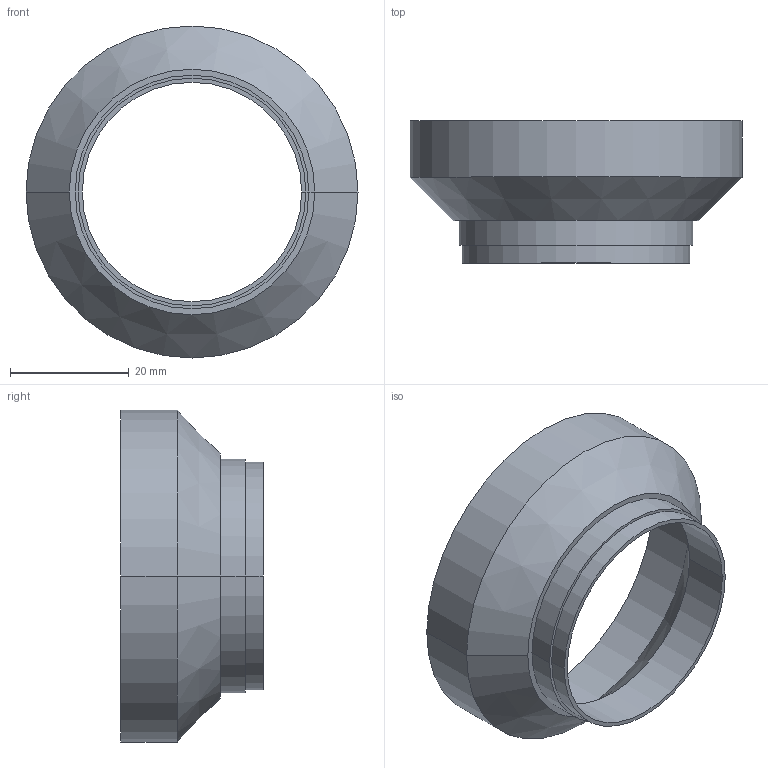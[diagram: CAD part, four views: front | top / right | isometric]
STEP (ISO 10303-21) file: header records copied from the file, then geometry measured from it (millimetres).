
FILE_DESCRIPTION(('STEP AP214'),'1');
FILE_NAME('douille-deda-304L.stp','2022-04-11T14:18:24',(''),(''),'Spatial InterOp 3D',' ',' ');
FILE_SCHEMA(('AUTOMOTIVE_DESIGN { 1 0 10303 214 1 1 1 1 }'));
Length unit declared in the file: inch
Products named in the file (1): Cover Surface_105
Bounding box: 56 x 24 x 56 mm (x, y, z)
Volume: 7055.3 mm3; surface area: 8600.3 mm2
Topology: 1 solids, 2 shells, 19 faces, 59 edges, 57 vertices
Faces by surface type: cylinder 10, plane 5, cone 4
Entity records: 918 total; most frequent: DIRECTION 125, CARTESIAN_POINT 114, ORIENTED_EDGE 83, EDGE_CURVE 47, AXIS2_PLACEMENT_3D 44, LINE 37, VECTOR 37, STYLED_ITEM 33
